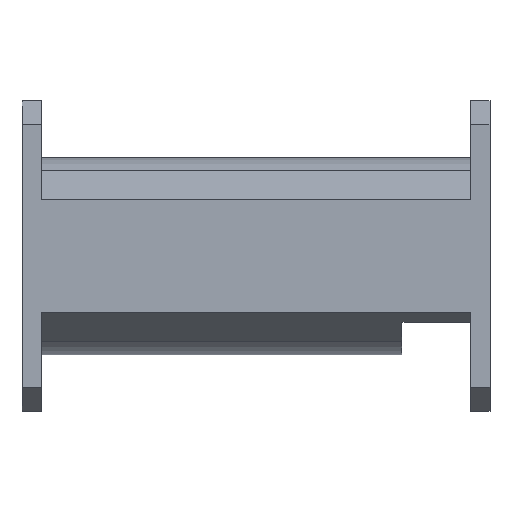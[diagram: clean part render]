
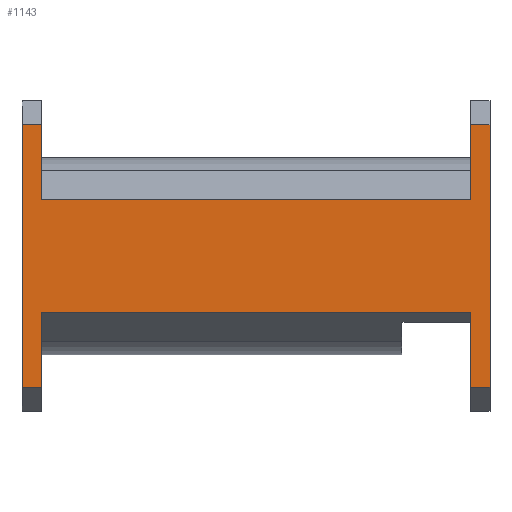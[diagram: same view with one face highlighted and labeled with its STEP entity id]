
A CAD part, front view. The second image highlights one B-rep face of the part: STEP entity #1143.
In plain terms, the highlighted planar face has unit normal (0, -1, 0).
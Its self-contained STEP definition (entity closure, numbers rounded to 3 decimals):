
#23 = LINE ( 'NONE', #1482, #1471 ) ;
#27 = CARTESIAN_POINT ( 'NONE',  ( -50., -23., -30.598 ) ) ;
#40 = VERTEX_POINT ( 'NONE', #1494 ) ;
#62 = EDGE_CURVE ( 'NONE', #1798, #1515, #1505, .T. ) ;
#64 = VERTEX_POINT ( 'NONE', #1354 ) ;
#76 = ORIENTED_EDGE ( 'NONE', *, *, #244, .F. ) ;
#79 = CARTESIAN_POINT ( 'NONE',  ( 50., -23., 30.598 ) ) ;
#96 = CARTESIAN_POINT ( 'NONE',  ( 54.5, -23., 30.598 ) ) ;
#98 = EDGE_CURVE ( 'NONE', #690, #620, #23, .T. ) ;
#104 = CARTESIAN_POINT ( 'NONE',  ( 50., -23., -30.598 ) ) ;
#116 = LINE ( 'NONE', #96, #738 ) ;
#150 = VECTOR ( 'NONE', #1804, 1000. ) ;
#188 = LINE ( 'NONE', #1104, #1286 ) ;
#244 = EDGE_CURVE ( 'NONE', #568, #64, #834, .T. ) ;
#264 = DIRECTION ( 'NONE',  ( 0., 0., -1. ) ) ;
#274 = CARTESIAN_POINT ( 'NONE',  ( 50., -23., -13.089 ) ) ;
#286 = VERTEX_POINT ( 'NONE', #877 ) ;
#299 = CARTESIAN_POINT ( 'NONE',  ( -54.5, -23., 30.598 ) ) ;
#323 = DIRECTION ( 'NONE',  ( 0., 0., 1. ) ) ;
#328 = ORIENTED_EDGE ( 'NONE', *, *, #1049, .F. ) ;
#329 = DIRECTION ( 'NONE',  ( -1., 0., 0. ) ) ;
#337 = DIRECTION ( 'NONE',  ( -1., 0., 0. ) ) ;
#342 = VECTOR ( 'NONE', #384, 1000. ) ;
#351 = ORIENTED_EDGE ( 'NONE', *, *, #1534, .T. ) ;
#367 = ORIENTED_EDGE ( 'NONE', *, *, #1829, .T. ) ;
#384 = DIRECTION ( 'NONE',  ( 0., 0., -1. ) ) ;
#413 = VERTEX_POINT ( 'NONE', #79 ) ;
#415 = LINE ( 'NONE', #1887, #1433 ) ;
#416 = CARTESIAN_POINT ( 'NONE',  ( -54.5, -23., -26.268 ) ) ;
#418 = CARTESIAN_POINT ( 'NONE',  ( 50., -23., 13.089 ) ) ;
#431 = EDGE_CURVE ( 'NONE', #1334, #1515, #1646, .T. ) ;
#449 = ORIENTED_EDGE ( 'NONE', *, *, #795, .T. ) ;
#455 = EDGE_CURVE ( 'NONE', #286, #1334, #1395, .T. ) ;
#517 = DIRECTION ( 'NONE',  ( 0., 0., -1. ) ) ;
#528 = VECTOR ( 'NONE', #329, 1000. ) ;
#568 = VERTEX_POINT ( 'NONE', #1165 ) ;
#570 = DIRECTION ( 'NONE',  ( 1., 0., 0. ) ) ;
#611 = DIRECTION ( 'NONE',  ( 0., 0., -1. ) ) ;
#620 = VERTEX_POINT ( 'NONE', #27 ) ;
#635 = CARTESIAN_POINT ( 'NONE',  ( 54.5, -23., -30.598 ) ) ;
#690 = VERTEX_POINT ( 'NONE', #1201 ) ;
#698 = CARTESIAN_POINT ( 'NONE',  ( -50., -23., 13.089 ) ) ;
#738 = VECTOR ( 'NONE', #1725, 1000. ) ;
#744 = EDGE_CURVE ( 'NONE', #690, #1798, #1687, .T. ) ;
#766 = DIRECTION ( 'NONE',  ( 0., 0., -1. ) ) ;
#795 = EDGE_CURVE ( 'NONE', #286, #413, #188, .T. ) ;
#806 = ORIENTED_EDGE ( 'NONE', *, *, #1351, .F. ) ;
#834 = LINE ( 'NONE', #698, #342 ) ;
#860 = VECTOR ( 'NONE', #976, 1000. ) ;
#866 = CARTESIAN_POINT ( 'NONE',  ( 54.5, -23., -26.268 ) ) ;
#877 = CARTESIAN_POINT ( 'NONE',  ( 54.5, -23., 30.598 ) ) ;
#976 = DIRECTION ( 'NONE',  ( 0., 0., -1. ) ) ;
#1049 = EDGE_CURVE ( 'NONE', #64, #40, #415, .T. ) ;
#1067 = VERTEX_POINT ( 'NONE', #299 ) ;
#1078 = VECTOR ( 'NONE', #264, 1000. ) ;
#1083 = CARTESIAN_POINT ( 'NONE',  ( -50., -23., -13.089 ) ) ;
#1104 = CARTESIAN_POINT ( 'NONE',  ( 54.5, -23., 30.598 ) ) ;
#1128 = DIRECTION ( 'NONE',  ( -1., 0., 0. ) ) ;
#1132 = LINE ( 'NONE', #416, #860 ) ;
#1134 = ORIENTED_EDGE ( 'NONE', *, *, #744, .T. ) ;
#1143 = ADVANCED_FACE ( 'NONE', ( #1623 ), #1767, .F. ) ;
#1165 = CARTESIAN_POINT ( 'NONE',  ( -50., -23., 30.598 ) ) ;
#1180 = ORIENTED_EDGE ( 'NONE', *, *, #431, .F. ) ;
#1201 = CARTESIAN_POINT ( 'NONE',  ( -50., -23., -13.089 ) ) ;
#1202 = CARTESIAN_POINT ( 'NONE',  ( -54.5, -23., -30.598 ) ) ;
#1248 = AXIS2_PLACEMENT_3D ( 'NONE', #866, #1640, #323 ) ;
#1286 = VECTOR ( 'NONE', #337, 1000. ) ;
#1328 = ORIENTED_EDGE ( 'NONE', *, *, #1484, .T. ) ;
#1334 = VERTEX_POINT ( 'NONE', #635 ) ;
#1347 = ORIENTED_EDGE ( 'NONE', *, *, #455, .F. ) ;
#1351 = EDGE_CURVE ( 'NONE', #620, #1714, #1840, .T. ) ;
#1354 = CARTESIAN_POINT ( 'NONE',  ( -50., -23., 13.089 ) ) ;
#1395 = LINE ( 'NONE', #1660, #1542 ) ;
#1433 = VECTOR ( 'NONE', #570, 1000. ) ;
#1471 = VECTOR ( 'NONE', #611, 1000. ) ;
#1480 = ORIENTED_EDGE ( 'NONE', *, *, #98, .F. ) ;
#1482 = CARTESIAN_POINT ( 'NONE',  ( -50., -23., -13.089 ) ) ;
#1484 = EDGE_CURVE ( 'NONE', #568, #1067, #116, .T. ) ;
#1494 = CARTESIAN_POINT ( 'NONE',  ( 50., -23., 13.089 ) ) ;
#1505 = LINE ( 'NONE', #1639, #1776 ) ;
#1515 = VERTEX_POINT ( 'NONE', #104 ) ;
#1534 = EDGE_CURVE ( 'NONE', #413, #40, #1898, .T. ) ;
#1542 = VECTOR ( 'NONE', #517, 1000. ) ;
#1623 = FACE_OUTER_BOUND ( 'NONE', #1819, .T. ) ;
#1639 = CARTESIAN_POINT ( 'NONE',  ( 50., -23., -13.089 ) ) ;
#1640 = DIRECTION ( 'NONE',  ( 0., 1., 0. ) ) ;
#1646 = LINE ( 'NONE', #1837, #528 ) ;
#1660 = CARTESIAN_POINT ( 'NONE',  ( 54.5, -23., -26.268 ) ) ;
#1687 = LINE ( 'NONE', #1083, #150 ) ;
#1710 = VECTOR ( 'NONE', #1128, 1000. ) ;
#1714 = VERTEX_POINT ( 'NONE', #1202 ) ;
#1725 = DIRECTION ( 'NONE',  ( -1., 0., 0. ) ) ;
#1728 = CARTESIAN_POINT ( 'NONE',  ( 54.5, -23., -30.598 ) ) ;
#1767 = PLANE ( 'NONE',  #1248 ) ;
#1776 = VECTOR ( 'NONE', #766, 1000. ) ;
#1798 = VERTEX_POINT ( 'NONE', #274 ) ;
#1804 = DIRECTION ( 'NONE',  ( 1., 0., 0. ) ) ;
#1819 = EDGE_LOOP ( 'NONE', ( #806, #1480, #1134, #1825, #1180, #1347, #449, #351, #328, #76, #1328, #367 ) ) ;
#1825 = ORIENTED_EDGE ( 'NONE', *, *, #62, .T. ) ;
#1829 = EDGE_CURVE ( 'NONE', #1067, #1714, #1132, .T. ) ;
#1837 = CARTESIAN_POINT ( 'NONE',  ( 54.5, -23., -30.598 ) ) ;
#1840 = LINE ( 'NONE', #1728, #1710 ) ;
#1887 = CARTESIAN_POINT ( 'NONE',  ( -50., -23., 13.089 ) ) ;
#1898 = LINE ( 'NONE', #418, #1078 ) ;
